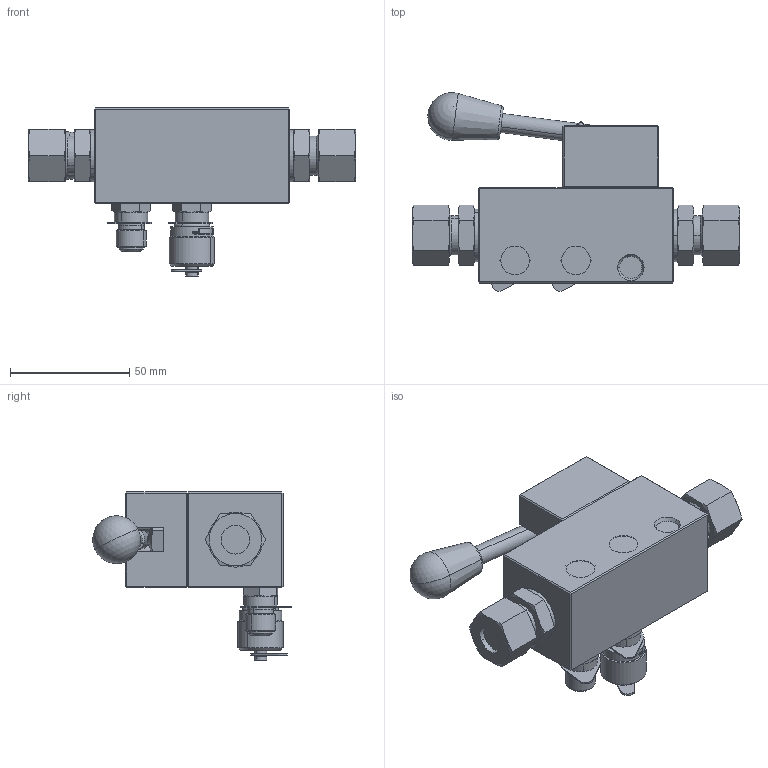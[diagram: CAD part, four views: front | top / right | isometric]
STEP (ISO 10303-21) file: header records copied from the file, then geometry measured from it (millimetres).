
FILE_DESCRIPTION (( 'STEP AP214' ), '1' );
FILE_NAME ('HON911_ø12_ø12_PS100_X_X_R_X.STEP', '2021-02-01T12:08:59', ( '' ), ( '' ), 'SwSTEP 2.0', 'SolidWorks 2019', '' );
FILE_SCHEMA (( 'AUTOMOTIVE_DESIGN' ));
Length unit declared in the file: millimetre
Products named in the file (1): HON911_ø12_ø12_PS100_X_X_R_X
Bounding box: 137.03 x 83.2 x 70.4 mm (x, y, z)
Volume: 209903.6 mm3; surface area: 36458.4 mm2
Topology: 4 solids, 4 shells, 477 faces, 1131 edges, 685 vertices
Faces by surface type: plane 190, cone 127, cylinder 120, torus 36, sphere 4
Entity records: 17029 total; most frequent: CARTESIAN_POINT 3465, DIRECTION 2328, ORIENTED_EDGE 2252, EDGE_CURVE 1126, AXIS2_PLACEMENT_3D 936, VERTEX_POINT 682, EDGE_LOOP 526, ADVANCED_FACE 477
